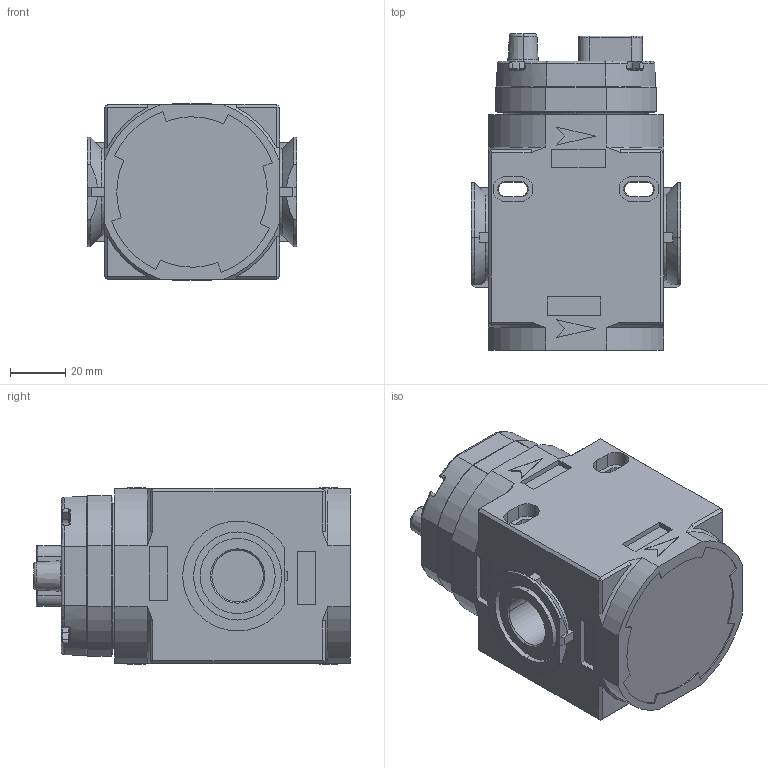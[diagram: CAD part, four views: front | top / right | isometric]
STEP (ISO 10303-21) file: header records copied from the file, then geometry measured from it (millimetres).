
FILE_DESCRIPTION(('STEP AP214'),'1');
FILE_NAME('075 AVP.stp','2020-03-18T11:33:47',(' '),(' '),'Spatial InterOp 3D',' ',' ');
FILE_SCHEMA(('AUTOMOTIVE_DESIGN { 1 0 10303 214 1 1 1 1 }'));
Length unit declared in the file: metre
Products named in the file (1): Solido
Bounding box: 75.6 x 114.3 x 63.6 mm (x, y, z)
Volume: 375247.1 mm3; surface area: 45772.5 mm2
Topology: 1 solids, 6 shells, 572 faces, 1373 edges, 831 vertices
Faces by surface type: plane 278, cylinder 162, torus 50, cone 50, bspline 32
Entity records: 17347 total; most frequent: CARTESIAN_POINT 4051, DIRECTION 2854, ORIENTED_EDGE 2714, EDGE_CURVE 1357, AXIS2_PLACEMENT_3D 1042, VERTEX_POINT 831, LINE 770, VECTOR 770
